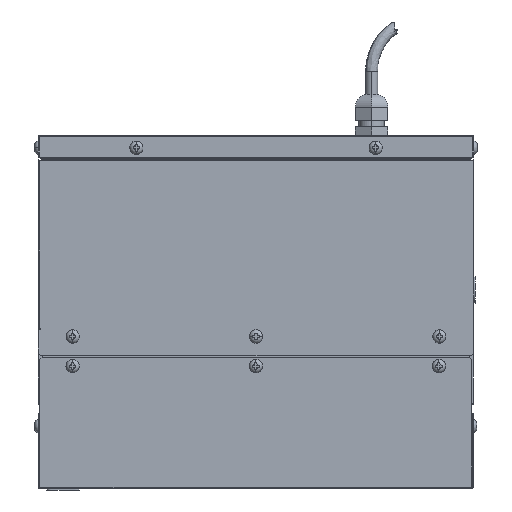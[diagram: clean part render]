
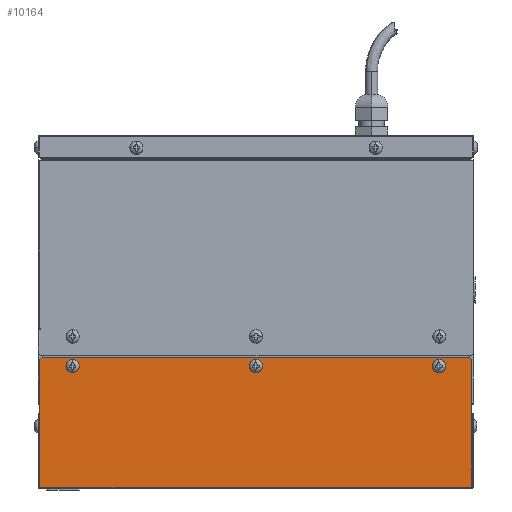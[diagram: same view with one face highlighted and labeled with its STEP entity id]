
A CAD part, left-side view. The second image highlights one B-rep face of the part: STEP entity #10164.
In plain terms, the highlighted planar face has unit normal (-1, 0, 0).
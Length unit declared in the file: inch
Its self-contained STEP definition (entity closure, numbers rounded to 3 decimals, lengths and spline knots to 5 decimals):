
#538 = CARTESIAN_POINT ( 'NONE',  ( 152.40476, -10.34616, 4.32694 ) ) ;
#1529 = CIRCLE ( 'NONE', #42422, 0.078 ) ;
#2736 = CARTESIAN_POINT ( 'NONE',  ( 152.40476, -0.52616, 4.32694 ) ) ;
#3978 = EDGE_CURVE ( 'NONE', #40254, #21013, #28476, .T. ) ;
#4136 = EDGE_LOOP ( 'NONE', ( #22960, #23792 ) ) ;
#4278 = EDGE_CURVE ( 'NONE', #17996, #5590, #30751, .T. ) ;
#4865 = VERTEX_POINT ( 'NONE', #23665 ) ;
#5140 = CIRCLE ( 'NONE', #33370, 0.078 ) ;
#5229 = EDGE_CURVE ( 'NONE', #21013, #40254, #5140, .T. ) ;
#5590 = VERTEX_POINT ( 'NONE', #11136 ) ;
#5849 = EDGE_LOOP ( 'NONE', ( #23915, #24085 ) ) ;
#6559 = CARTESIAN_POINT ( 'NONE',  ( 152.40476, -9.64609, 4.04033 ) ) ;
#7320 = LINE ( 'NONE', #32020, #59136 ) ;
#7419 = VECTOR ( 'NONE', #31833, 39.37008 ) ;
#7872 = AXIS2_PLACEMENT_3D ( 'NONE', #10030, #10225, #10362 ) ;
#8378 = VERTEX_POINT ( 'NONE', #53782 ) ;
#8874 = VERTEX_POINT ( 'NONE', #54723 ) ;
#9172 = DIRECTION ( 'NONE',  ( 0., 0., 1. ) ) ;
#9218 = DIRECTION ( 'NONE',  ( 1., 0., 0. ) ) ;
#9305 = CARTESIAN_POINT ( 'NONE',  ( 152.40476, -9.64609, 4.11833 ) ) ;
#10030 = CARTESIAN_POINT ( 'NONE',  ( 152.40476, -1.22609, 4.11833 ) ) ;
#10164 = ADVANCED_FACE ( 'NONE', ( #52981, #14364, #26033, #12821 ), #29749, .T. ) ;
#10225 = DIRECTION ( 'NONE',  ( 1., 0., 0. ) ) ;
#10362 = DIRECTION ( 'NONE',  ( 0., 0., 1. ) ) ;
#10827 = VERTEX_POINT ( 'NONE', #62570 ) ;
#11094 = DIRECTION ( 'NONE',  ( 1., 0., 0. ) ) ;
#11136 = CARTESIAN_POINT ( 'NONE',  ( 152.40476, -10.39616, 4.27694 ) ) ;
#11245 = EDGE_LOOP ( 'NONE', ( #21284, #22621 ) ) ;
#11357 = EDGE_CURVE ( 'NONE', #17996, #16018, #47240, .T. ) ;
#12080 = VERTEX_POINT ( 'NONE', #538 ) ;
#12112 = EDGE_CURVE ( 'NONE', #8874, #4865, #47892, .T. ) ;
#12507 = DIRECTION ( 'NONE',  ( 0., 1., 0. ) ) ;
#12821 = FACE_OUTER_BOUND ( 'NONE', #54313, .T. ) ;
#14216 = DIRECTION ( 'NONE',  ( 0., 0.707, -0.707 ) ) ;
#14364 = FACE_BOUND ( 'NONE', #4136, .T. ) ;
#14475 = ORIENTED_EDGE ( 'NONE', *, *, #34123, .T. ) ;
#14697 = ORIENTED_EDGE ( 'NONE', *, *, #51353, .T. ) ;
#14715 = LINE ( 'NONE', #49389, #51730 ) ;
#15121 = DIRECTION ( 'NONE',  ( 1., 0., 0. ) ) ;
#15897 = ORIENTED_EDGE ( 'NONE', *, *, #11357, .F. ) ;
#16018 = VERTEX_POINT ( 'NONE', #38930 ) ;
#16930 = ORIENTED_EDGE ( 'NONE', *, *, #4278, .T. ) ;
#17444 = VECTOR ( 'NONE', #34043, 39.37008 ) ;
#17996 = VERTEX_POINT ( 'NONE', #48350 ) ;
#18191 = ORIENTED_EDGE ( 'NONE', *, *, #50383, .T. ) ;
#20588 = ORIENTED_EDGE ( 'NONE', *, *, #24274, .T. ) ;
#21013 = VERTEX_POINT ( 'NONE', #61549 ) ;
#21284 = ORIENTED_EDGE ( 'NONE', *, *, #5229, .T. ) ;
#22543 = CARTESIAN_POINT ( 'NONE',  ( 152.40476, -5.43609, 4.11833 ) ) ;
#22621 = ORIENTED_EDGE ( 'NONE', *, *, #3978, .T. ) ;
#22960 = ORIENTED_EDGE ( 'NONE', *, *, #60289, .T. ) ;
#23665 = CARTESIAN_POINT ( 'NONE',  ( 152.40476, -1.22609, 4.19633 ) ) ;
#23792 = ORIENTED_EDGE ( 'NONE', *, *, #59091, .T. ) ;
#23915 = ORIENTED_EDGE ( 'NONE', *, *, #62719, .T. ) ;
#24085 = ORIENTED_EDGE ( 'NONE', *, *, #12112, .T. ) ;
#24248 = DIRECTION ( 'NONE',  ( 0., 0.707, 0.707 ) ) ;
#24272 = CIRCLE ( 'NONE', #46681, 0.078 ) ;
#24274 = EDGE_CURVE ( 'NONE', #33223, #16018, #45800, .T. ) ;
#25364 = VERTEX_POINT ( 'NONE', #2736 ) ;
#26033 = FACE_BOUND ( 'NONE', #11245, .T. ) ;
#27561 = DIRECTION ( 'NONE',  ( 0., 0., 1. ) ) ;
#28476 = CIRCLE ( 'NONE', #38199, 0.078 ) ;
#28541 = CARTESIAN_POINT ( 'NONE',  ( 152.40476, -0.47616, 1.30834 ) ) ;
#29199 = VECTOR ( 'NONE', #45759, 39.37008 ) ;
#29749 = PLANE ( 'NONE',  #30015 ) ;
#30015 = AXIS2_PLACEMENT_3D ( 'NONE', #28541, #30380, #30504 ) ;
#30380 = DIRECTION ( 'NONE',  ( -1., 0., 0. ) ) ;
#30504 = DIRECTION ( 'NONE',  ( 0., 0., 1. ) ) ;
#30751 = LINE ( 'NONE', #45684, #29199 ) ;
#31609 = CARTESIAN_POINT ( 'NONE',  ( 152.40476, -0.47616, 1.33834 ) ) ;
#31830 = LINE ( 'NONE', #64480, #45310 ) ;
#31833 = DIRECTION ( 'NONE',  ( 0., 1., 0. ) ) ;
#32020 = CARTESIAN_POINT ( 'NONE',  ( 152.40476, -0.47616, 4.32694 ) ) ;
#33223 = VERTEX_POINT ( 'NONE', #47751 ) ;
#33370 = AXIS2_PLACEMENT_3D ( 'NONE', #9305, #9218, #9172 ) ;
#33696 = CIRCLE ( 'NONE', #48961, 0.078 ) ;
#34043 = DIRECTION ( 'NONE',  ( 0., 0., -1. ) ) ;
#34123 = EDGE_CURVE ( 'NONE', #5590, #12080, #14715, .T. ) ;
#34787 = CARTESIAN_POINT ( 'NONE',  ( 152.40476, -0.47616, 1.30834 ) ) ;
#38199 = AXIS2_PLACEMENT_3D ( 'NONE', #54844, #54788, #54693 ) ;
#38930 = CARTESIAN_POINT ( 'NONE',  ( 152.40476, -0.47616, 1.33834 ) ) ;
#40254 = VERTEX_POINT ( 'NONE', #6559 ) ;
#40945 = CARTESIAN_POINT ( 'NONE',  ( 152.40476, -1.22609, 4.11833 ) ) ;
#42422 = AXIS2_PLACEMENT_3D ( 'NONE', #40945, #11094, #46070 ) ;
#45174 = CARTESIAN_POINT ( 'NONE',  ( 152.40476, -5.43609, 4.11833 ) ) ;
#45310 = VECTOR ( 'NONE', #14216, 39.37008 ) ;
#45684 = CARTESIAN_POINT ( 'NONE',  ( 152.40476, -10.39616, 1.30834 ) ) ;
#45759 = DIRECTION ( 'NONE',  ( 0., 0., 1. ) ) ;
#45800 = LINE ( 'NONE', #34787, #17444 ) ;
#46070 = DIRECTION ( 'NONE',  ( 0., 0., 1. ) ) ;
#46681 = AXIS2_PLACEMENT_3D ( 'NONE', #45174, #15121, #50358 ) ;
#47240 = LINE ( 'NONE', #31609, #7419 ) ;
#47751 = CARTESIAN_POINT ( 'NONE',  ( 152.40476, -0.47616, 4.27694 ) ) ;
#47892 = CIRCLE ( 'NONE', #7872, 0.078 ) ;
#48350 = CARTESIAN_POINT ( 'NONE',  ( 152.40476, -10.39616, 1.33834 ) ) ;
#48961 = AXIS2_PLACEMENT_3D ( 'NONE', #22543, #57957, #27561 ) ;
#49389 = CARTESIAN_POINT ( 'NONE',  ( 152.40476, -10.39616, 4.27694 ) ) ;
#50358 = DIRECTION ( 'NONE',  ( 0., 0., 1. ) ) ;
#50383 = EDGE_CURVE ( 'NONE', #25364, #33223, #31830, .T. ) ;
#51353 = EDGE_CURVE ( 'NONE', #12080, #25364, #7320, .T. ) ;
#51730 = VECTOR ( 'NONE', #24248, 39.37008 ) ;
#52981 = FACE_BOUND ( 'NONE', #5849, .T. ) ;
#53782 = CARTESIAN_POINT ( 'NONE',  ( 152.40476, -5.43609, 4.19633 ) ) ;
#54313 = EDGE_LOOP ( 'NONE', ( #18191, #20588, #15897, #16930, #14475, #14697 ) ) ;
#54693 = DIRECTION ( 'NONE',  ( 0., 0., 1. ) ) ;
#54723 = CARTESIAN_POINT ( 'NONE',  ( 152.40476, -1.22609, 4.04033 ) ) ;
#54788 = DIRECTION ( 'NONE',  ( 1., 0., 0. ) ) ;
#54844 = CARTESIAN_POINT ( 'NONE',  ( 152.40476, -9.64609, 4.11833 ) ) ;
#57957 = DIRECTION ( 'NONE',  ( 1., 0., 0. ) ) ;
#59091 = EDGE_CURVE ( 'NONE', #10827, #8378, #33696, .T. ) ;
#59136 = VECTOR ( 'NONE', #12507, 39.37008 ) ;
#60289 = EDGE_CURVE ( 'NONE', #8378, #10827, #24272, .T. ) ;
#61549 = CARTESIAN_POINT ( 'NONE',  ( 152.40476, -9.64609, 4.19633 ) ) ;
#62570 = CARTESIAN_POINT ( 'NONE',  ( 152.40476, -5.43609, 4.04033 ) ) ;
#62719 = EDGE_CURVE ( 'NONE', #4865, #8874, #1529, .T. ) ;
#64480 = CARTESIAN_POINT ( 'NONE',  ( 152.40476, -0.52616, 4.32694 ) ) ;
